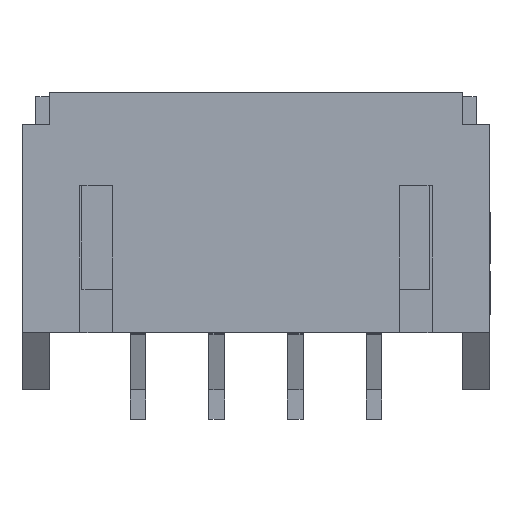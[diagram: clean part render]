
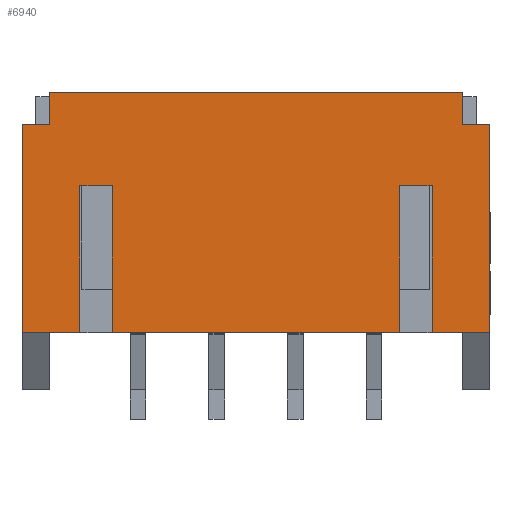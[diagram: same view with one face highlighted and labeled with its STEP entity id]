
A CAD part, top view. The second image highlights one B-rep face of the part: STEP entity #6940.
In plain terms, the highlighted planar face has unit normal (0, 0, 1).
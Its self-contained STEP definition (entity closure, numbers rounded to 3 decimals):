
#231 = EDGE_CURVE ( 'NONE', #15155, #6449, #19973, .T. ) ;
#386 = LINE ( 'NONE', #6917, #4904 ) ;
#454 = ORIENTED_EDGE ( 'NONE', *, *, #7917, .F. ) ;
#601 = LINE ( 'NONE', #17027, #19086 ) ;
#632 = CARTESIAN_POINT ( 'NONE',  ( -3.654, 1.837, 5.45 ) ) ;
#789 = CARTESIAN_POINT ( 'NONE',  ( 3.654, 1.837, 5.45 ) ) ;
#851 = VECTOR ( 'NONE', #6957, 1000. ) ;
#1035 = DIRECTION ( 'NONE',  ( 0., 1., 0. ) ) ;
#1062 = ORIENTED_EDGE ( 'NONE', *, *, #12870, .T. ) ;
#1112 = DIRECTION ( 'NONE',  ( 0., -1., 0. ) ) ;
#1161 = VERTEX_POINT ( 'NONE', #1711 ) ;
#1177 = VERTEX_POINT ( 'NONE', #11458 ) ;
#1349 = LINE ( 'NONE', #19062, #19798 ) ;
#1711 = CARTESIAN_POINT ( 'NONE',  ( 4.478, -1.9, 5.45 ) ) ;
#1790 = LINE ( 'NONE', #3507, #9602 ) ;
#1924 = CARTESIAN_POINT ( 'NONE',  ( -4.478, -1.9, 5.45 ) ) ;
#2067 = DIRECTION ( 'NONE',  ( 1., 0., 0. ) ) ;
#2424 = VECTOR ( 'NONE', #5803, 1000. ) ;
#2645 = ORIENTED_EDGE ( 'NONE', *, *, #14847, .F. ) ;
#3291 = EDGE_CURVE ( 'NONE', #5441, #17270, #15589, .T. ) ;
#3320 = CARTESIAN_POINT ( 'NONE',  ( -5.25, -1.9, 5.45 ) ) ;
#3323 = EDGE_CURVE ( 'NONE', #20851, #11049, #1790, .T. ) ;
#3507 = CARTESIAN_POINT ( 'NONE',  ( 4.478, 1.837, 5.45 ) ) ;
#3828 = VECTOR ( 'NONE', #11813, 1000. ) ;
#3837 = LINE ( 'NONE', #11768, #851 ) ;
#3940 = LINE ( 'NONE', #13319, #17844 ) ;
#4288 = DIRECTION ( 'NONE',  ( 1., 0., 0. ) ) ;
#4382 = PLANE ( 'NONE',  #12766 ) ;
#4404 = EDGE_CURVE ( 'NONE', #1177, #16861, #10857, .T. ) ;
#4751 = CARTESIAN_POINT ( 'NONE',  ( -5.25, 3.4, 5.45 ) ) ;
#4904 = VECTOR ( 'NONE', #13396, 1000. ) ;
#5086 = LINE ( 'NONE', #19783, #3828 ) ;
#5112 = CARTESIAN_POINT ( 'NONE',  ( -5.25, 4.2, 5.45 ) ) ;
#5149 = VECTOR ( 'NONE', #2067, 1000. ) ;
#5177 = EDGE_CURVE ( 'NONE', #11049, #15155, #601, .T. ) ;
#5354 = DIRECTION ( 'NONE',  ( 0., 1., 0. ) ) ;
#5358 = CARTESIAN_POINT ( 'NONE',  ( -5.25, 4.2, 5.45 ) ) ;
#5370 = ORIENTED_EDGE ( 'NONE', *, *, #3323, .F. ) ;
#5437 = EDGE_CURVE ( 'NONE', #10847, #13343, #9991, .T. ) ;
#5441 = VERTEX_POINT ( 'NONE', #11715 ) ;
#5803 = DIRECTION ( 'NONE',  ( 1., 0., 0. ) ) ;
#6449 = VERTEX_POINT ( 'NONE', #19553 ) ;
#6625 = ORIENTED_EDGE ( 'NONE', *, *, #3291, .F. ) ;
#6893 = VERTEX_POINT ( 'NONE', #5358 ) ;
#6917 = CARTESIAN_POINT ( 'NONE',  ( -5.95, 4.2, 5.45 ) ) ;
#6940 = ADVANCED_FACE ( 'NONE', ( #10903 ), #4382, .T. ) ;
#6957 = DIRECTION ( 'NONE',  ( 0., -1., 0. ) ) ;
#7067 = CARTESIAN_POINT ( 'NONE',  ( -3.654, -1.9, 5.45 ) ) ;
#7352 = CARTESIAN_POINT ( 'NONE',  ( -4.478, -1.9, 5.45 ) ) ;
#7424 = EDGE_CURVE ( 'NONE', #17270, #6893, #19701, .T. ) ;
#7466 = CARTESIAN_POINT ( 'NONE',  ( 5.95, 3.4, 5.45 ) ) ;
#7491 = DIRECTION ( 'NONE',  ( 0., 0., 1. ) ) ;
#7723 = CARTESIAN_POINT ( 'NONE',  ( -5.95, 3.4, 5.45 ) ) ;
#7740 = VERTEX_POINT ( 'NONE', #15261 ) ;
#7917 = EDGE_CURVE ( 'NONE', #6449, #7927, #10159, .T. ) ;
#7927 = VERTEX_POINT ( 'NONE', #632 ) ;
#7975 = VECTOR ( 'NONE', #1112, 1000. ) ;
#8155 = LINE ( 'NONE', #3320, #16765 ) ;
#8810 = CARTESIAN_POINT ( 'NONE',  ( 5.95, 3.4, 5.45 ) ) ;
#8954 = VECTOR ( 'NONE', #5354, 1000. ) ;
#9288 = ORIENTED_EDGE ( 'NONE', *, *, #7424, .F. ) ;
#9318 = LINE ( 'NONE', #12614, #19881 ) ;
#9602 = VECTOR ( 'NONE', #11628, 1000. ) ;
#9870 = ORIENTED_EDGE ( 'NONE', *, *, #15690, .T. ) ;
#9905 = EDGE_CURVE ( 'NONE', #7927, #1177, #1349, .T. ) ;
#9991 = LINE ( 'NONE', #8810, #5149 ) ;
#10122 = ORIENTED_EDGE ( 'NONE', *, *, #231, .F. ) ;
#10159 = LINE ( 'NONE', #7067, #8954 ) ;
#10243 = ORIENTED_EDGE ( 'NONE', *, *, #5177, .F. ) ;
#10847 = VERTEX_POINT ( 'NONE', #16073 ) ;
#10857 = LINE ( 'NONE', #7352, #7975 ) ;
#10903 = FACE_OUTER_BOUND ( 'NONE', #17958, .T. ) ;
#10937 = EDGE_CURVE ( 'NONE', #16861, #7740, #5086, .T. ) ;
#11049 = VERTEX_POINT ( 'NONE', #789 ) ;
#11458 = CARTESIAN_POINT ( 'NONE',  ( -4.478, 1.837, 5.45 ) ) ;
#11520 = VECTOR ( 'NONE', #1035, 1000. ) ;
#11628 = DIRECTION ( 'NONE',  ( -1., 0., 0. ) ) ;
#11646 = DIRECTION ( 'NONE',  ( 0., -1., 0. ) ) ;
#11715 = CARTESIAN_POINT ( 'NONE',  ( -5.95, 3.4, 5.45 ) ) ;
#11768 = CARTESIAN_POINT ( 'NONE',  ( -5.95, 4.2, 5.45 ) ) ;
#11813 = DIRECTION ( 'NONE',  ( -1., 0., 0. ) ) ;
#12035 = DIRECTION ( 'NONE',  ( 0., -1., 0. ) ) ;
#12126 = EDGE_CURVE ( 'NONE', #17506, #1161, #8155, .T. ) ;
#12476 = CARTESIAN_POINT ( 'NONE',  ( 5.95, 4.2, 5.45 ) ) ;
#12532 = ORIENTED_EDGE ( 'NONE', *, *, #10937, .F. ) ;
#12614 = CARTESIAN_POINT ( 'NONE',  ( 4.478, -1.9, 5.45 ) ) ;
#12745 = ORIENTED_EDGE ( 'NONE', *, *, #18654, .T. ) ;
#12766 = AXIS2_PLACEMENT_3D ( 'NONE', #18552, #7491, #4288 ) ;
#12807 = CARTESIAN_POINT ( 'NONE',  ( 5.95, -1.9, 5.45 ) ) ;
#12870 = EDGE_CURVE ( 'NONE', #17242, #6893, #386, .T. ) ;
#13319 = CARTESIAN_POINT ( 'NONE',  ( 5.25, 4.2, 5.45 ) ) ;
#13343 = VERTEX_POINT ( 'NONE', #7466 ) ;
#13396 = DIRECTION ( 'NONE',  ( -1., 0., 0. ) ) ;
#13605 = ORIENTED_EDGE ( 'NONE', *, *, #13922, .F. ) ;
#13784 = ORIENTED_EDGE ( 'NONE', *, *, #4404, .F. ) ;
#13922 = EDGE_CURVE ( 'NONE', #1161, #20851, #9318, .T. ) ;
#14521 = ORIENTED_EDGE ( 'NONE', *, *, #5437, .F. ) ;
#14638 = DIRECTION ( 'NONE',  ( -1., 0., 0. ) ) ;
#14847 = EDGE_CURVE ( 'NONE', #17242, #10847, #3940, .T. ) ;
#15010 = ORIENTED_EDGE ( 'NONE', *, *, #12126, .F. ) ;
#15155 = VERTEX_POINT ( 'NONE', #16710 ) ;
#15159 = CARTESIAN_POINT ( 'NONE',  ( -5.25, -1.9, 5.45 ) ) ;
#15261 = CARTESIAN_POINT ( 'NONE',  ( -5.95, -1.9, 5.45 ) ) ;
#15484 = DIRECTION ( 'NONE',  ( -1., 0., 0. ) ) ;
#15561 = LINE ( 'NONE', #12476, #11520 ) ;
#15589 = LINE ( 'NONE', #7723, #2424 ) ;
#15690 = EDGE_CURVE ( 'NONE', #5441, #7740, #3837, .T. ) ;
#15817 = DIRECTION ( 'NONE',  ( 0., 1., 0. ) ) ;
#16073 = CARTESIAN_POINT ( 'NONE',  ( 5.25, 3.4, 5.45 ) ) ;
#16521 = DIRECTION ( 'NONE',  ( 0., 1., 0. ) ) ;
#16710 = CARTESIAN_POINT ( 'NONE',  ( 3.654, -1.9, 5.45 ) ) ;
#16765 = VECTOR ( 'NONE', #14638, 1000. ) ;
#16861 = VERTEX_POINT ( 'NONE', #1924 ) ;
#17027 = CARTESIAN_POINT ( 'NONE',  ( 3.654, -1.9, 5.45 ) ) ;
#17242 = VERTEX_POINT ( 'NONE', #17843 ) ;
#17270 = VERTEX_POINT ( 'NONE', #4751 ) ;
#17506 = VERTEX_POINT ( 'NONE', #12807 ) ;
#17583 = ORIENTED_EDGE ( 'NONE', *, *, #9905, .F. ) ;
#17672 = VECTOR ( 'NONE', #15484, 1000. ) ;
#17843 = CARTESIAN_POINT ( 'NONE',  ( 5.25, 4.2, 5.45 ) ) ;
#17844 = VECTOR ( 'NONE', #11646, 1000. ) ;
#17958 = EDGE_LOOP ( 'NONE', ( #13784, #17583, #454, #10122, #10243, #5370, #13605, #15010, #12745, #14521, #2645, #1062, #9288, #6625, #9870, #12532 ) ) ;
#18552 = CARTESIAN_POINT ( 'NONE',  ( 0., 0., 5.45 ) ) ;
#18654 = EDGE_CURVE ( 'NONE', #17506, #13343, #15561, .T. ) ;
#18665 = CARTESIAN_POINT ( 'NONE',  ( 4.478, 1.837, 5.45 ) ) ;
#19062 = CARTESIAN_POINT ( 'NONE',  ( -4.478, 1.837, 5.45 ) ) ;
#19086 = VECTOR ( 'NONE', #12035, 1000. ) ;
#19482 = DIRECTION ( 'NONE',  ( -1., 0., 0. ) ) ;
#19553 = CARTESIAN_POINT ( 'NONE',  ( -3.654, -1.9, 5.45 ) ) ;
#19701 = LINE ( 'NONE', #5112, #19864 ) ;
#19783 = CARTESIAN_POINT ( 'NONE',  ( -5.25, -1.9, 5.45 ) ) ;
#19798 = VECTOR ( 'NONE', #19482, 1000. ) ;
#19864 = VECTOR ( 'NONE', #16521, 1000. ) ;
#19881 = VECTOR ( 'NONE', #15817, 1000. ) ;
#19973 = LINE ( 'NONE', #15159, #17672 ) ;
#20851 = VERTEX_POINT ( 'NONE', #18665 ) ;
